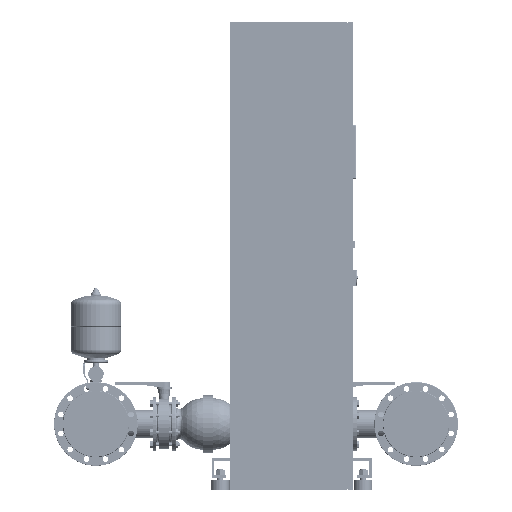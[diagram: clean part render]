
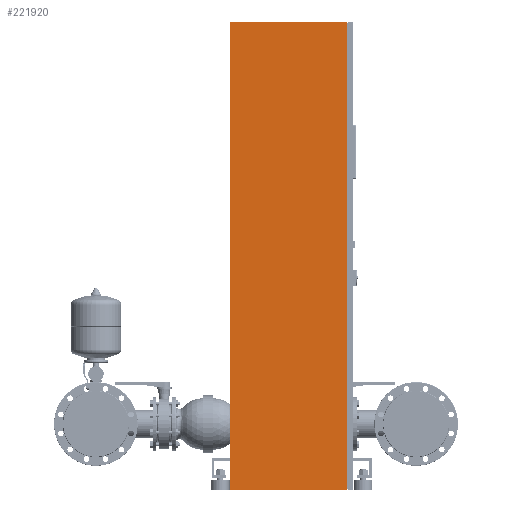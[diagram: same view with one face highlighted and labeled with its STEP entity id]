
A CAD part, left-side view. The second image highlights one B-rep face of the part: STEP entity #221920.
In plain terms, the highlighted planar face has unit normal (-1, 0, 0).
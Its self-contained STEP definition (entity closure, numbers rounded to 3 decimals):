
#221881=CARTESIAN_POINT('',(-1350.0,250.0,0.0));
#221882=DIRECTION('',(-1.0,0.0,0.0));
#221883=DIRECTION('',(0.0,-1.0,0.0));
#221884=AXIS2_PLACEMENT_3D('',#221881,#221882,#221883);
#221885=PLANE('',#221884);
#221886=CARTESIAN_POINT('',(-1350.0,-225.0,0.));
#221887=VERTEX_POINT('',#221886);
#221888=CARTESIAN_POINT('',(-1350.,-225.,1900.));
#221889=VERTEX_POINT('',#221888);
#221890=CARTESIAN_POINT('',(-1350.0,-225.0,0.));
#221891=DIRECTION('',(0.0,0.0,1.0));
#221892=VECTOR('',#221891,1900.);
#221893=LINE('',#221890,#221892);
#221894=EDGE_CURVE('',#221887,#221889,#221893,.T.);
#221895=ORIENTED_EDGE('',*,*,#221894,.T.);
#221896=CARTESIAN_POINT('',(-1350.,250.,1900.));
#221897=VERTEX_POINT('',#221896);
#221898=CARTESIAN_POINT('',(-1350.,250.,1900.));
#221899=DIRECTION('',(0.0,-1.0,0.0));
#221900=VECTOR('',#221899,475.0);
#221901=LINE('',#221898,#221900);
#221902=EDGE_CURVE('',#221897,#221889,#221901,.T.);
#221903=ORIENTED_EDGE('',*,*,#221902,.F.);
#221904=CARTESIAN_POINT('',(-1350.0,250.0,0.0));
#221905=VERTEX_POINT('',#221904);
#221906=CARTESIAN_POINT('',(-1350.,250.,1900.));
#221907=DIRECTION('',(0.0,0.0,-1.0));
#221908=VECTOR('',#221907,1900.);
#221909=LINE('',#221906,#221908);
#221910=EDGE_CURVE('',#221897,#221905,#221909,.T.);
#221911=ORIENTED_EDGE('',*,*,#221910,.T.);
#221912=CARTESIAN_POINT('',(-1350.0,250.0,0.0));
#221913=DIRECTION('',(0.0,-1.0,0.0));
#221914=VECTOR('',#221913,475.0);
#221915=LINE('',#221912,#221914);
#221916=EDGE_CURVE('',#221905,#221887,#221915,.T.);
#221917=ORIENTED_EDGE('',*,*,#221916,.T.);
#221918=EDGE_LOOP('',(#221895,#221903,#221911,#221917));
#221919=FACE_OUTER_BOUND('',#221918,.T.);
#221920=ADVANCED_FACE('',(#221919),#221885,.T.);
